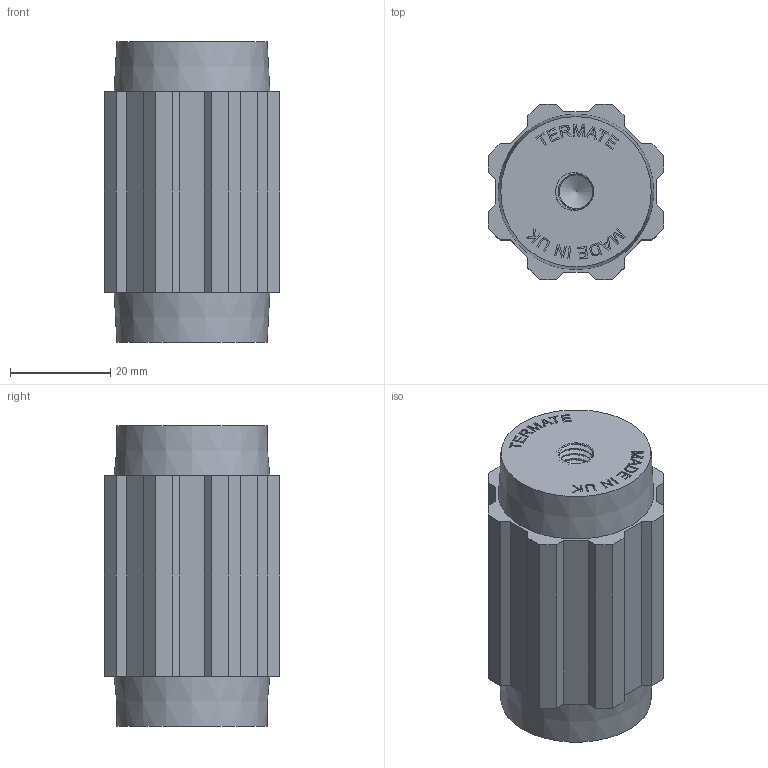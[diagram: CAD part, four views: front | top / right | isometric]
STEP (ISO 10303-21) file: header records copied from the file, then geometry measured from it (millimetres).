
FILE_DESCRIPTION(/* description */ (''),/* implementation_level */ '2;1');
FILE_NAME(/* name */ 'AM4-060-08.step',/* time_stamp */ '2019-12-10T16:10:55+00:00',/* author */ (''),/* organization */ (''),/* preprocessor_version */ 'ST-DEVELOPER v18',/* originating_system */ 'Autodesk Translation Framework v8.12.0.6',/* authorisation */ '');
FILE_SCHEMA (('AUTOMOTIVE_DESIGN { 1 0 10303 214 3 1 1 }'));
Length unit declared in the file: millimetre
Products named in the file (1): AM4-060-08
Bounding box: 35 x 35 x 60 mm (x, y, z)
Volume: 51047.7 mm3; surface area: 9974.8 mm2
Topology: 1 solids, 3 shells, 329 faces, 894 edges, 590 vertices
Faces by surface type: plane 218, bspline 55, cylinder 48, cone 8
Full cylindrical faces by diameter (mm): 6.779 x20, 8.17 x20, 10 x2
Entity records: 13100 total; most frequent: CARTESIAN_POINT 5277, ORIENTED_EDGE 1784, DIRECTION 1280, EDGE_CURVE 892, LINE 670, VECTOR 670, VERTEX_POINT 590, EDGE_LOOP 354
